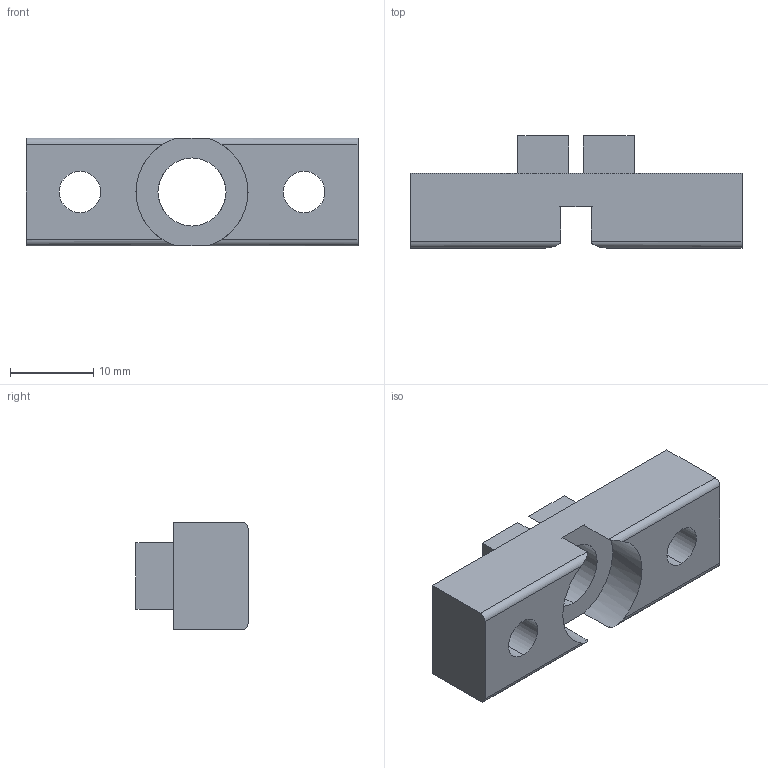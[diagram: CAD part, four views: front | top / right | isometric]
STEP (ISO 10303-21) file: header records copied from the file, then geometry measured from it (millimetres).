
FILE_DESCRIPTION (( 'STEP AP203' ), '1' );
FILE_NAME ('084.307.015.STEP', '2013-01-25T11:01:16', ( 'Alusic' ), ( 'Alusic' ), 'SwSTEP 2.0', 'SolidWorks 2011', '' );
FILE_SCHEMA (( 'CONFIG_CONTROL_DESIGN' ));
Length unit declared in the file: millimetre
Products named in the file (1): 084.307.015
Bounding box: 40 x 13.5 x 13 mm (x, y, z)
Volume: 3465.5 mm3; surface area: 2556.4 mm2
Topology: 1 solids, 1 shells, 32 faces, 86 edges, 56 vertices
Faces by surface type: plane 16, cylinder 12, cone 4
Entity records: 1139 total; most frequent: CARTESIAN_POINT 227, DIRECTION 176, ORIENTED_EDGE 172, EDGE_CURVE 86, AXIS2_PLACEMENT_3D 61, VERTEX_POINT 56, LINE 54, VECTOR 54
